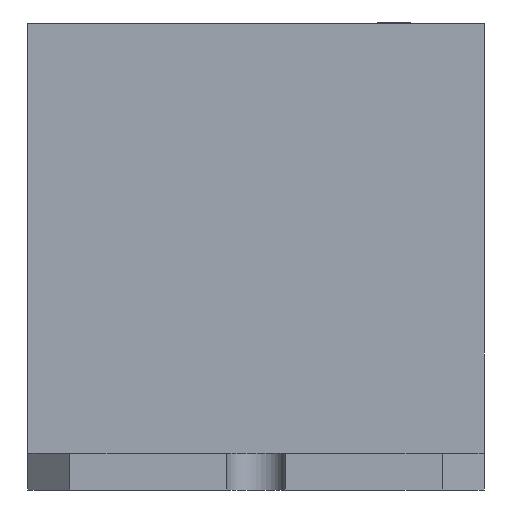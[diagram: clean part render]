
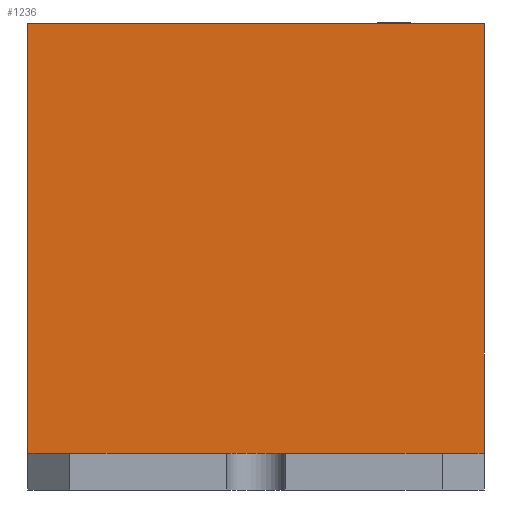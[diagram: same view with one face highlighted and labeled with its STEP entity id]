
A CAD part, left-side view. The second image highlights one B-rep face of the part: STEP entity #1236.
In plain terms, the highlighted planar face has unit normal (-1, 0, 0).
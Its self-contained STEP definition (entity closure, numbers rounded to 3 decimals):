
#1236=ADVANCED_FACE('',(#2813),#2815,.T.);
#2813=FACE_BOUND('',#2814,.T.);
#2814=EDGE_LOOP('',(#4146,#4147,#4148,#4149));
#2815=PLANE('',#2816);
#2816=AXIS2_PLACEMENT_3D('',#2817,#2818,#2819);
#2817=CARTESIAN_POINT('',(-41.1,27.2,0.));
#2818=DIRECTION('',(-1.,0.,0.));
#2819=DIRECTION('',(0.,-1.,0.));
#4146=ORIENTED_EDGE('',*,*,#4979,.T.);
#4147=ORIENTED_EDGE('',*,*,#4980,.T.);
#4148=ORIENTED_EDGE('',*,*,#4580,.F.);
#4149=ORIENTED_EDGE('',*,*,#4978,.F.);
#4580=EDGE_CURVE('',#5138,#5140,#5141,.T.);
#4978=EDGE_CURVE('',#5805,#5138,#5807,.T.);
#4979=EDGE_CURVE('',#5805,#5808,#5809,.T.);
#4980=EDGE_CURVE('',#5808,#5140,#5810,.T.);
#5138=VERTEX_POINT('',#6073);
#5140=VERTEX_POINT('',#6077);
#5141=LINE('',#6078,#6079);
#5805=VERTEX_POINT('',#7536);
#5807=LINE('',#7540,#7541);
#5808=VERTEX_POINT('',#7543);
#5809=LINE('',#7544,#7545);
#5810=LINE('',#7547,#7548);
#6073=CARTESIAN_POINT('',(-41.1,27.2,27.8));
#6077=CARTESIAN_POINT('',(-41.1,0.,27.8));
#6078=CARTESIAN_POINT('',(-41.1,27.2,27.8));
#6079=VECTOR('',#6080,1.);
#6080=DIRECTION('',(0.,-1.,0.));
#7536=CARTESIAN_POINT('',(-41.1,27.2,2.2));
#7540=CARTESIAN_POINT('',(-41.1,27.2,2.2));
#7541=VECTOR('',#7542,1.);
#7542=DIRECTION('',(0.,0.,1.));
#7543=CARTESIAN_POINT('',(-41.1,0.,2.2));
#7544=CARTESIAN_POINT('',(-41.1,27.2,2.2));
#7545=VECTOR('',#7546,1.);
#7546=DIRECTION('',(0.,-1.,0.));
#7547=CARTESIAN_POINT('',(-41.1,0.,2.2));
#7548=VECTOR('',#7549,1.);
#7549=DIRECTION('',(0.,0.,1.));
